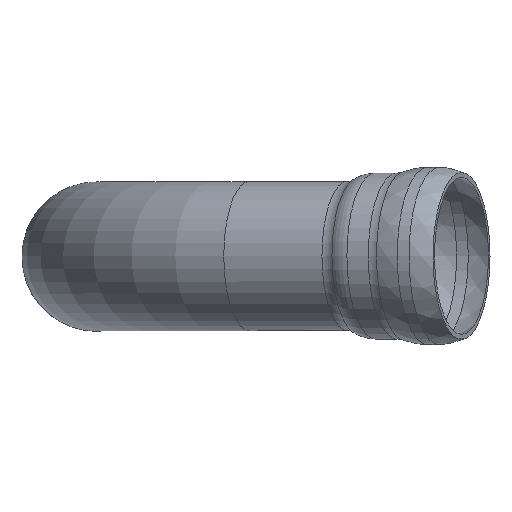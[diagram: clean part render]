
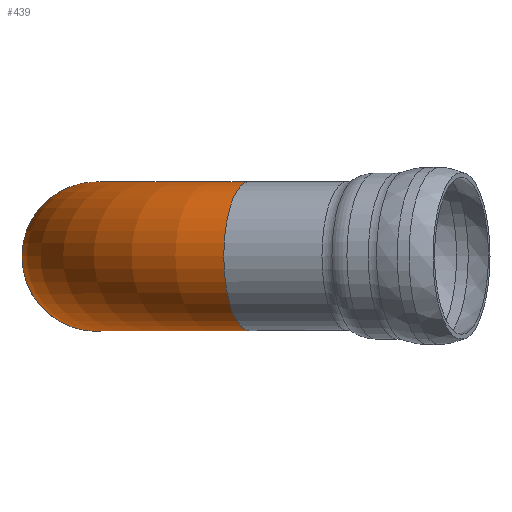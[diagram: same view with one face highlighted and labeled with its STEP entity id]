
A CAD part, top view. The second image highlights one B-rep face of the part: STEP entity #439.
In plain terms, the highlighted toroidal (fillet/blend) face has major radius 825 mm and minor radius 265 mm.
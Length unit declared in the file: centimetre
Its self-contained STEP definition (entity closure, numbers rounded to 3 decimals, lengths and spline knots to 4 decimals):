
#67=FACE_OUTER_BOUND('',#93,.T.);
#93=EDGE_LOOP('',(#327,#328,#329,#330,#331,#332));
#117=CIRCLE('',#467,26.5);
#118=CIRCLE('',#468,26.5);
#131=CIRCLE('',#488,26.5);
#132=CIRCLE('',#489,26.5);
#133=CIRCLE('',#490,56.);
#174=VERTEX_POINT('',#731);
#175=VERTEX_POINT('',#733);
#186=VERTEX_POINT('',#769);
#187=VERTEX_POINT('',#770);
#220=EDGE_CURVE('',#175,#174,#117,.T.);
#221=EDGE_CURVE('',#174,#175,#118,.T.);
#238=EDGE_CURVE('',#186,#187,#131,.T.);
#239=EDGE_CURVE('',#187,#186,#132,.T.);
#240=EDGE_CURVE('',#186,#175,#133,.T.);
#327=ORIENTED_EDGE('',*,*,#238,.T.);
#328=ORIENTED_EDGE('',*,*,#239,.T.);
#329=ORIENTED_EDGE('',*,*,#240,.T.);
#330=ORIENTED_EDGE('',*,*,#220,.T.);
#331=ORIENTED_EDGE('',*,*,#221,.T.);
#332=ORIENTED_EDGE('',*,*,#240,.F.);
#424=TOROIDAL_SURFACE('',#487,82.5,26.5);
#439=ADVANCED_FACE('',(#67),#424,.T.);
#467=AXIS2_PLACEMENT_3D('',#734,#560,#561);
#468=AXIS2_PLACEMENT_3D('',#735,#562,#563);
#487=AXIS2_PLACEMENT_3D('',#768,#604,#605);
#488=AXIS2_PLACEMENT_3D('',#771,#606,#607);
#489=AXIS2_PLACEMENT_3D('',#772,#608,#609);
#490=AXIS2_PLACEMENT_3D('',#773,#610,#611);
#560=DIRECTION('center_axis',(0.,0.,
1.));
#561=DIRECTION('ref_axis',(1.,0.,0.));
#562=DIRECTION('center_axis',(0.,0.,
1.));
#563=DIRECTION('ref_axis',(1.,0.,0.));
#604=DIRECTION('center_axis',(0.,1.,0.));
#605=DIRECTION('ref_axis',(-1.,0.,0.));
#606=DIRECTION('center_axis',(-0.94,0.,
-0.342));
#607=DIRECTION('ref_axis',(0.342,0.,-0.94));
#608=DIRECTION('center_axis',(-0.94,0.,
-0.342));
#609=DIRECTION('ref_axis',(0.342,0.,-0.94));
#610=DIRECTION('center_axis',(0.,-1.,0.));
#611=DIRECTION('ref_axis',(-1.,0.,0.));
#731=CARTESIAN_POINT('',(86.7032,198.6542,-6.5347));
#733=CARTESIAN_POINT('',(139.7032,198.6542,-6.5347));
#734=CARTESIAN_POINT('Origin',(113.2032,198.6542,-6.5347));
#735=CARTESIAN_POINT('Origin',(113.2032,198.6542,-6.5347));
#768=CARTESIAN_POINT('Origin',(195.7032,198.6542,-6.5347));
#769=CARTESIAN_POINT('',(176.5501,198.6542,46.0881));
#770=CARTESIAN_POINT('',(158.423,198.6542,95.8918));
#771=CARTESIAN_POINT('Origin',(167.4865,198.6542,70.9899));
#772=CARTESIAN_POINT('Origin',(167.4865,198.6542,70.9899));
#773=CARTESIAN_POINT('Origin',(195.7032,198.6542,-6.5347));
